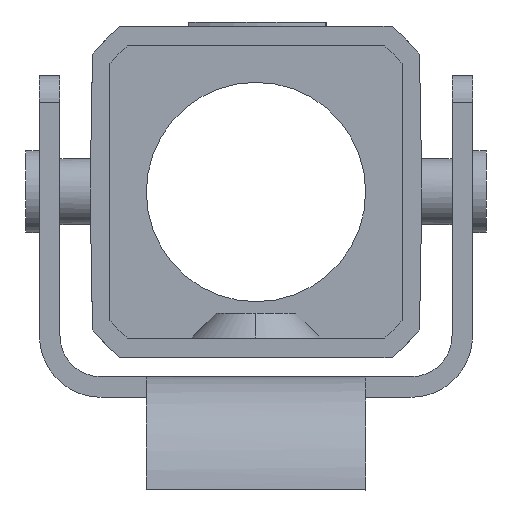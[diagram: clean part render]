
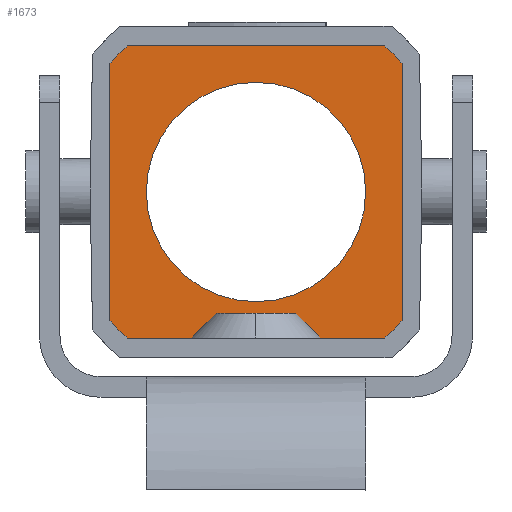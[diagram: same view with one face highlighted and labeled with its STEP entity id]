
A CAD part, front view. The second image highlights one B-rep face of the part: STEP entity #1673.
In plain terms, the highlighted planar face has unit normal (0, -1, 0).
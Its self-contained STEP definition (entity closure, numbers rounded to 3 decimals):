
#683=FACE_BOUND('',#2013,.T.);
#684=FACE_BOUND('',#2014,.T.);
#790=CIRCLE('',#4067,8.);
#791=CIRCLE('',#4070,14.2);
#793=CIRCLE('',#4074,14.2);
#795=CIRCLE('',#4078,14.2);
#797=CIRCLE('',#4082,14.2);
#868=PLANE('',#4087);
#1006=LINE('',#5326,#1336);
#1010=LINE('',#5340,#1340);
#1014=LINE('',#5352,#1344);
#1018=LINE('',#5364,#1348);
#1021=LINE('',#5373,#1351);
#1023=LINE('',#5376,#1353);
#1026=LINE('',#5381,#1356);
#1027=LINE('',#5383,#1357);
#1336=VECTOR('',#4373,1.);
#1340=VECTOR('',#4385,1.);
#1344=VECTOR('',#4397,1.);
#1348=VECTOR('',#4409,1.);
#1351=VECTOR('',#4420,1.);
#1353=VECTOR('',#4422,1.);
#1356=VECTOR('',#4427,1.);
#1357=VECTOR('',#4430,1.);
#1673=ADVANCED_FACE('',(#683,#684),#868,.F.);
#2013=EDGE_LOOP('',(#2331));
#2014=EDGE_LOOP('',(#2332,#2333,#2334,#2335,#2336,#2337,#2338,#2339,#2340,
#2341,#2342,#2343));
#2331=ORIENTED_EDGE('',*,*,#3491,.F.);
#2332=ORIENTED_EDGE('',*,*,#3526,.F.);
#2333=ORIENTED_EDGE('',*,*,#3497,.F.);
#2334=ORIENTED_EDGE('',*,*,#3522,.F.);
#2335=ORIENTED_EDGE('',*,*,#3499,.T.);
#2336=ORIENTED_EDGE('',*,*,#3503,.F.);
#2337=ORIENTED_EDGE('',*,*,#3506,.T.);
#2338=ORIENTED_EDGE('',*,*,#3509,.F.);
#2339=ORIENTED_EDGE('',*,*,#3512,.T.);
#2340=ORIENTED_EDGE('',*,*,#3515,.F.);
#2341=ORIENTED_EDGE('',*,*,#3518,.T.);
#2342=ORIENTED_EDGE('',*,*,#3520,.F.);
#2343=ORIENTED_EDGE('',*,*,#3525,.F.);
#3177=VERTEX_POINT('',#5288);
#3180=VERTEX_POINT('',#5323);
#3181=VERTEX_POINT('',#5325);
#3182=VERTEX_POINT('',#5329);
#3184=VERTEX_POINT('',#5332);
#3187=VERTEX_POINT('',#5339);
#3188=VERTEX_POINT('',#5344);
#3191=VERTEX_POINT('',#5351);
#3192=VERTEX_POINT('',#5356);
#3195=VERTEX_POINT('',#5363);
#3196=VERTEX_POINT('',#5368);
#3198=VERTEX_POINT('',#5374);
#3199=VERTEX_POINT('',#5380);
#3491=EDGE_CURVE('',#3177,#3177,#790,.T.);
#3497=EDGE_CURVE('',#3181,#3180,#1006,.T.);
#3499=EDGE_CURVE('',#3184,#3182,#791,.T.);
#3503=EDGE_CURVE('',#3187,#3182,#1010,.T.);
#3506=EDGE_CURVE('',#3187,#3188,#793,.T.);
#3509=EDGE_CURVE('',#3191,#3188,#1014,.T.);
#3512=EDGE_CURVE('',#3191,#3192,#795,.T.);
#3515=EDGE_CURVE('',#3195,#3192,#1018,.T.);
#3518=EDGE_CURVE('',#3195,#3196,#797,.T.);
#3520=EDGE_CURVE('',#3198,#3196,#1021,.T.);
#3522=EDGE_CURVE('',#3184,#3181,#1023,.T.);
#3525=EDGE_CURVE('',#3199,#3198,#1026,.T.);
#3526=EDGE_CURVE('',#3180,#3199,#1027,.T.);
#4067=AXIS2_PLACEMENT_3D('',#5287,#4367,#4368);
#4070=AXIS2_PLACEMENT_3D('',#5331,#4377,#4378);
#4074=AXIS2_PLACEMENT_3D('',#5346,#4390,#4391);
#4078=AXIS2_PLACEMENT_3D('',#5358,#4402,#4403);
#4082=AXIS2_PLACEMENT_3D('',#5370,#4414,#4415);
#4087=AXIS2_PLACEMENT_3D('',#5384,#4431,#4432);
#4367=DIRECTION('',(0.,-1.,0.));
#4368=DIRECTION('',(1.,0.,0.002));
#4373=DIRECTION('',(-0.707,0.,0.707));
#4377=DIRECTION('',(0.,-1.,0.));
#4378=DIRECTION('',(0.661,0.,-0.75));
#4385=DIRECTION('',(0.,0.,-1.));
#4390=DIRECTION('',(0.,-1.,0.));
#4391=DIRECTION('',(0.75,0.,0.661));
#4397=DIRECTION('',(1.,0.,0.));
#4402=DIRECTION('',(0.,-1.,0.));
#4403=DIRECTION('',(-0.661,0.,0.75));
#4409=DIRECTION('',(0.,0.,1.));
#4414=DIRECTION('',(0.,-1.,0.));
#4415=DIRECTION('',(-0.75,0.,-0.661));
#4420=DIRECTION('',(-1.,0.,0.));
#4422=DIRECTION('',(-1.,0.,0.));
#4427=DIRECTION('',(-0.707,0.,-0.707));
#4430=DIRECTION('',(-1.,0.,0.));
#4431=DIRECTION('',(0.,1.,0.));
#4432=DIRECTION('',(0.,0.,1.));
#5287=CARTESIAN_POINT('',(0.,46.3,0.));
#5288=CARTESIAN_POINT('',(8.,46.3,0.015));
#5323=CARTESIAN_POINT('',(2.9,46.3,-8.85));
#5325=CARTESIAN_POINT('',(4.7,46.3,-10.65));
#5326=CARTESIAN_POINT('',(4.7,46.3,-10.65));
#5329=CARTESIAN_POINT('',(10.65,46.3,-9.392));
#5331=CARTESIAN_POINT('',(0.,46.3,0.));
#5332=CARTESIAN_POINT('',(9.392,46.3,-10.65));
#5339=CARTESIAN_POINT('',(10.65,46.3,9.392));
#5340=CARTESIAN_POINT('',(10.65,46.3,9.392));
#5344=CARTESIAN_POINT('',(9.392,46.3,10.65));
#5346=CARTESIAN_POINT('',(0.,46.3,0.));
#5351=CARTESIAN_POINT('',(-9.392,46.3,10.65));
#5352=CARTESIAN_POINT('',(-9.392,46.3,10.65));
#5356=CARTESIAN_POINT('',(-10.65,46.3,9.392));
#5358=CARTESIAN_POINT('',(0.,46.3,0.));
#5363=CARTESIAN_POINT('',(-10.65,46.3,-9.392));
#5364=CARTESIAN_POINT('',(-10.65,46.3,-9.392));
#5368=CARTESIAN_POINT('',(-9.392,46.3,-10.65));
#5370=CARTESIAN_POINT('',(0.,46.3,0.));
#5373=CARTESIAN_POINT('',(-4.7,46.3,-10.65));
#5374=CARTESIAN_POINT('',(-4.7,46.3,-10.65));
#5376=CARTESIAN_POINT('',(9.392,46.3,-10.65));
#5380=CARTESIAN_POINT('',(-2.9,46.3,-8.85));
#5381=CARTESIAN_POINT('',(-2.9,46.3,-8.85));
#5383=CARTESIAN_POINT('',(2.9,46.3,-8.85));
#5384=CARTESIAN_POINT('',(-11.65,46.3,-11.65));
